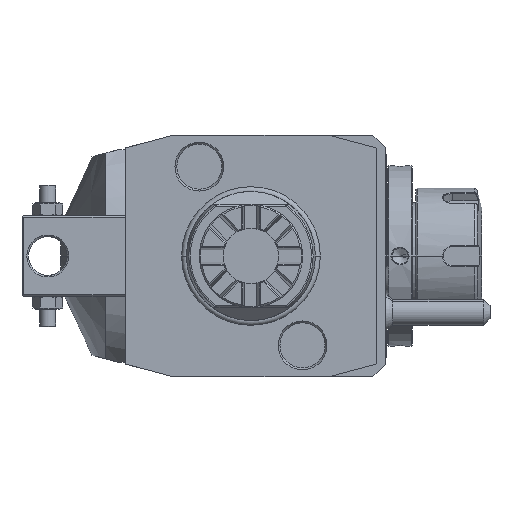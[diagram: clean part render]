
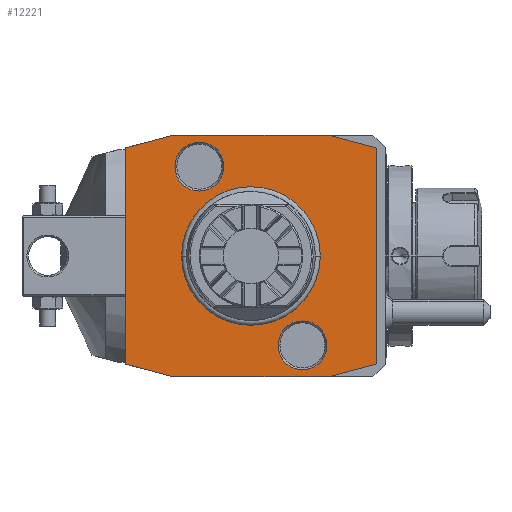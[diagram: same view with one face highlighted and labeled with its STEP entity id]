
A CAD part, front view. The second image highlights one B-rep face of the part: STEP entity #12221.
In plain terms, the highlighted planar face has unit normal (0, -1, 0).
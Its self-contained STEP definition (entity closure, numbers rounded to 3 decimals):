
#1=DIRECTION('',(0.966,0.,-0.259));
#2=VECTOR('',#1,15.529);
#3=CARTESIAN_POINT('',(-39.,0.,-33.481));
#4=LINE('',#3,#2);
#5=DIRECTION('',(0.,0.,-1.));
#6=VECTOR('',#5,66.962);
#7=CARTESIAN_POINT('',(-39.,0.,33.481));
#8=LINE('',#7,#6);
#9=DIRECTION('',(-0.966,0.,-0.259));
#10=VECTOR('',#9,15.529);
#11=CARTESIAN_POINT('',(-24.,0.,37.5));
#12=LINE('',#11,#10);
#13=DIRECTION('',(-1.,0.,0.));
#14=VECTOR('',#13,48.);
#15=CARTESIAN_POINT('',(24.,0.,37.5));
#16=LINE('',#15,#14);
#17=DIRECTION('',(-0.966,0.,0.259));
#18=VECTOR('',#17,15.529);
#19=CARTESIAN_POINT('',(39.,0.,33.481));
#20=LINE('',#19,#18);
#21=DIRECTION('',(0.,0.,1.));
#22=VECTOR('',#21,66.962);
#23=CARTESIAN_POINT('',(39.,0.,-33.481));
#24=LINE('',#23,#22);
#25=DIRECTION('',(0.966,0.,0.259));
#26=VECTOR('',#25,15.529);
#27=CARTESIAN_POINT('',(24.,0.,-37.5));
#28=LINE('',#27,#26);
#29=DIRECTION('',(1.,0.,0.));
#30=VECTOR('',#29,48.);
#31=CARTESIAN_POINT('',(-24.,0.,-37.5));
#32=LINE('',#31,#30);
#33=CARTESIAN_POINT('',(-16.,0.,27.713));
#34=DIRECTION('',(0.,1.,0.));
#35=DIRECTION('',(-1.,0.,0.));
#36=AXIS2_PLACEMENT_3D('',#33,#34,#35);
#38=CARTESIAN_POINT('',(-16.,0.,27.713));
#39=DIRECTION('',(0.,1.,0.));
#40=DIRECTION('',(1.,0.,0.));
#41=AXIS2_PLACEMENT_3D('',#38,#39,#40);
#43=CARTESIAN_POINT('',(16.,0.,-27.713));
#44=DIRECTION('',(0.,1.,0.));
#45=DIRECTION('',(-1.,0.,0.));
#46=AXIS2_PLACEMENT_3D('',#43,#44,#45);
#48=CARTESIAN_POINT('',(16.,0.,-27.713));
#49=DIRECTION('',(0.,1.,0.));
#50=DIRECTION('',(1.,0.,0.));
#51=AXIS2_PLACEMENT_3D('',#48,#49,#50);
#7219=CARTESIAN_POINT('',(0.,0.,0.));
#7220=DIRECTION('',(0.,-1.,0.));
#7221=DIRECTION('',(1.,0.,0.));
#7222=AXIS2_PLACEMENT_3D('',#7219,#7220,#7221);
#7224=CARTESIAN_POINT('',(0.,0.,0.));
#7225=DIRECTION('',(0.,-1.,0.));
#7226=DIRECTION('',(-1.,0.,0.));
#7227=AXIS2_PLACEMENT_3D('',#7224,#7225,#7226);
#10880=CARTESIAN_POINT('',(-23.577,0.,
27.713));
#10881=CARTESIAN_POINT('',(-8.423,0.,
27.713));
#10882=VERTEX_POINT('',#10880);
#10883=VERTEX_POINT('',#10881);
#11012=CARTESIAN_POINT('',(8.423,0.,-27.713));
#11013=CARTESIAN_POINT('',(23.577,0.,-27.713));
#11014=VERTEX_POINT('',#11012);
#11015=VERTEX_POINT('',#11013);
#11956=CARTESIAN_POINT('',(-39.,0.,-33.481));
#11957=CARTESIAN_POINT('',(-24.,0.,-37.5));
#11958=VERTEX_POINT('',#11956);
#11959=VERTEX_POINT('',#11957);
#11960=CARTESIAN_POINT('',(24.,0.,-37.5));
#11961=VERTEX_POINT('',#11960);
#11962=CARTESIAN_POINT('',(39.,0.,-33.481));
#11963=VERTEX_POINT('',#11962);
#11964=CARTESIAN_POINT('',(39.,0.,33.481));
#11965=VERTEX_POINT('',#11964);
#11966=CARTESIAN_POINT('',(24.,0.,37.5));
#11967=VERTEX_POINT('',#11966);
#11968=CARTESIAN_POINT('',(-24.,0.,37.5));
#11969=VERTEX_POINT('',#11968);
#11970=CARTESIAN_POINT('',(-39.,0.,33.481));
#11971=VERTEX_POINT('',#11970);
#12056=CARTESIAN_POINT('',(21.137,0.,0.));
#12057=CARTESIAN_POINT('',(-21.137,0.,0.));
#12058=VERTEX_POINT('',#12056);
#12059=VERTEX_POINT('',#12057);
#12180=CARTESIAN_POINT('',(0.,0.,0.));
#12181=DIRECTION('',(0.,-1.,0.));
#12182=DIRECTION('',(-1.,0.,0.));
#12183=AXIS2_PLACEMENT_3D('',#12180,#12181,#12182);
#12184=PLANE('',#12183);
#12186=ORIENTED_EDGE('',*,*,#12185,.F.);
#12188=ORIENTED_EDGE('',*,*,#12187,.F.);
#12190=ORIENTED_EDGE('',*,*,#12189,.F.);
#12192=ORIENTED_EDGE('',*,*,#12191,.F.);
#12194=ORIENTED_EDGE('',*,*,#12193,.F.);
#12196=ORIENTED_EDGE('',*,*,#12195,.F.);
#12198=ORIENTED_EDGE('',*,*,#12197,.F.);
#12200=ORIENTED_EDGE('',*,*,#12199,.F.);
#12201=EDGE_LOOP('',(#12186,#12188,#12190,#12192,#12194,#12196,#12198,#12200));
#12202=FACE_OUTER_BOUND('',#12201,.F.);
#12204=ORIENTED_EDGE('',*,*,#12203,.T.);
#12206=ORIENTED_EDGE('',*,*,#12205,.T.);
#12207=EDGE_LOOP('',(#12204,#12206));
#12208=FACE_BOUND('',#12207,.F.);
#12210=ORIENTED_EDGE('',*,*,#12209,.F.);
#12212=ORIENTED_EDGE('',*,*,#12211,.F.);
#12213=EDGE_LOOP('',(#12210,#12212));
#12214=FACE_BOUND('',#12213,.F.);
#12216=ORIENTED_EDGE('',*,*,#12215,.F.);
#12218=ORIENTED_EDGE('',*,*,#12217,.F.);
#12219=EDGE_LOOP('',(#12216,#12218));
#12220=FACE_BOUND('',#12219,.F.);
#37=CIRCLE('',#36,7.577);
#42=CIRCLE('',#41,7.577);
#47=CIRCLE('',#46,7.577);
#52=CIRCLE('',#51,7.577);
#7223=CIRCLE('',#7222,21.137);
#7228=CIRCLE('',#7227,21.137);
#12185=EDGE_CURVE('',#11958,#11959,#4,.T.);
#12187=EDGE_CURVE('',#11971,#11958,#8,.T.);
#12189=EDGE_CURVE('',#11969,#11971,#12,.T.);
#12191=EDGE_CURVE('',#11967,#11969,#16,.T.);
#12193=EDGE_CURVE('',#11965,#11967,#20,.T.);
#12195=EDGE_CURVE('',#11963,#11965,#24,.T.);
#12197=EDGE_CURVE('',#11961,#11963,#28,.T.);
#12199=EDGE_CURVE('',#11959,#11961,#32,.T.);
#12203=EDGE_CURVE('',#12058,#12059,#7223,.T.);
#12205=EDGE_CURVE('',#12059,#12058,#7228,.T.);
#12209=EDGE_CURVE('',#10882,#10883,#37,.T.);
#12211=EDGE_CURVE('',#10883,#10882,#42,.T.);
#12215=EDGE_CURVE('',#11014,#11015,#47,.T.);
#12217=EDGE_CURVE('',#11015,#11014,#52,.T.);
#12221=ADVANCED_FACE('',(#12202,#12208,#12214,#12220),#12184,.T.);
